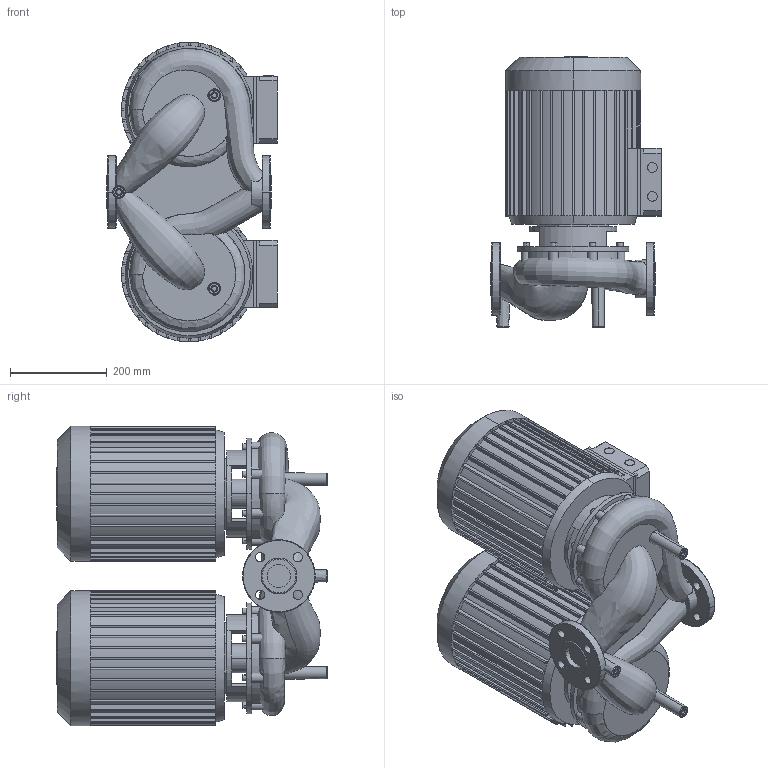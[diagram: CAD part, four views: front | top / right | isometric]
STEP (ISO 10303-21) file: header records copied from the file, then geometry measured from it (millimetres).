
FILE_DESCRIPTION((''),'2;1');
FILE_NAME('3d_DPL40_175-5_5_2-2121249.stp','2016-08-24T10:57:59',(''),(''),'Mechanical Desktop 2009','Mechanical Desktop 2009',', , ');
FILE_SCHEMA(('CONFIG_CONTROL_DESIGN'));
Length unit declared in the file: millimetre
Products named in the file (1): Product
Bounding box: 352 x 559.38 x 619 mm (x, y, z)
Volume: 54889436.4 mm3; surface area: 2134702.2 mm2
Topology: 17 solids, 17 shells, 976 faces, 2456 edges, 1561 vertices
Faces by surface type: plane 510, bspline 232, cylinder 220, cone 10, torus 4
Entity records: 48132 total; most frequent: CARTESIAN_POINT 24890, ORIENTED_EDGE 4912, DIRECTION 4713, EDGE_CURVE 2456, AXIS2_PLACEMENT_3D 1674, VERTEX_POINT 1561, VECTOR 1365, LINE 1365
